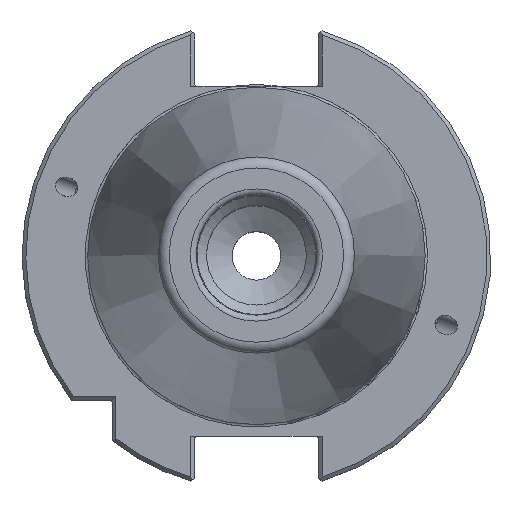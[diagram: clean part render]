
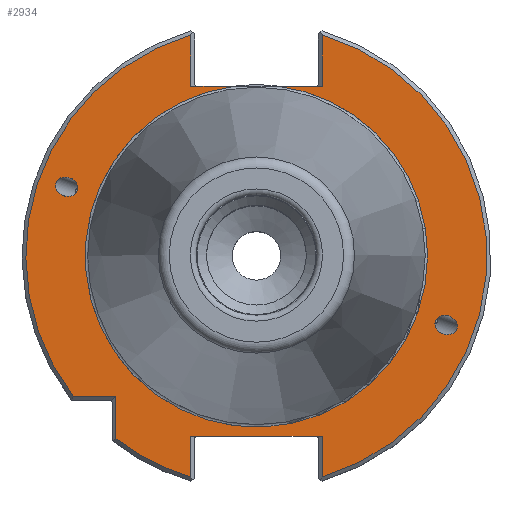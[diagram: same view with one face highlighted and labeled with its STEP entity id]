
A CAD part, top view. The second image highlights one B-rep face of the part: STEP entity #2934.
In plain terms, the highlighted planar face has unit normal (0, 0, 1).
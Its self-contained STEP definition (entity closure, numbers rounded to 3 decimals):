
#44=ELLIPSE('',#3113,2.381,1.95);
#45=ELLIPSE('',#3117,2.381,1.95);
#122=CIRCLE('',#3111,35.591);
#123=CIRCLE('',#3114,47.95);
#124=CIRCLE('',#3115,47.95);
#125=CIRCLE('',#3116,47.95);
#254=LINE('',#4479,#354);
#255=LINE('',#4481,#355);
#256=LINE('',#4483,#356);
#257=LINE('',#4487,#357);
#258=LINE('',#4489,#358);
#259=LINE('',#4490,#359);
#260=LINE('',#4492,#360);
#261=LINE('',#4496,#361);
#262=LINE('',#4498,#362);
#354=VECTOR('',#3520,1000.);
#355=VECTOR('',#3521,1000.);
#356=VECTOR('',#3522,1000.);
#357=VECTOR('',#3525,1000.);
#358=VECTOR('',#3526,1000.);
#359=VECTOR('',#3527,1000.);
#360=VECTOR('',#3528,1000.);
#361=VECTOR('',#3531,1000.);
#362=VECTOR('',#3532,1000.);
#406=PLANE('',#3112);
#675=ORIENTED_EDGE('',*,*,#1165,.F.);
#676=ORIENTED_EDGE('',*,*,#1166,.T.);
#677=ORIENTED_EDGE('',*,*,#1167,.T.);
#678=ORIENTED_EDGE('',*,*,#1168,.F.);
#679=ORIENTED_EDGE('',*,*,#1169,.T.);
#680=ORIENTED_EDGE('',*,*,#1170,.T.);
#681=ORIENTED_EDGE('',*,*,#1171,.T.);
#682=ORIENTED_EDGE('',*,*,#1172,.F.);
#683=ORIENTED_EDGE('',*,*,#1164,.F.);
#684=ORIENTED_EDGE('',*,*,#1173,.F.);
#685=ORIENTED_EDGE('',*,*,#1174,.T.);
#686=ORIENTED_EDGE('',*,*,#1175,.T.);
#687=ORIENTED_EDGE('',*,*,#1176,.T.);
#688=ORIENTED_EDGE('',*,*,#1177,.T.);
#689=ORIENTED_EDGE('',*,*,#1178,.F.);
#1164=EDGE_CURVE('',#1405,#1404,#122,.T.);
#1165=EDGE_CURVE('',#1406,#1406,#44,.T.);
#1166=EDGE_CURVE('',#1407,#1408,#123,.T.);
#1167=EDGE_CURVE('',#1408,#1409,#254,.T.);
#1168=EDGE_CURVE('',#1410,#1409,#255,.T.);
#1169=EDGE_CURVE('',#1410,#1411,#256,.T.);
#1170=EDGE_CURVE('',#1411,#1412,#124,.T.);
#1171=EDGE_CURVE('',#1412,#1413,#257,.T.);
#1172=EDGE_CURVE('',#1404,#1413,#258,.T.);
#1173=EDGE_CURVE('',#1414,#1405,#259,.T.);
#1174=EDGE_CURVE('',#1414,#1415,#260,.T.);
#1175=EDGE_CURVE('',#1415,#1416,#125,.T.);
#1176=EDGE_CURVE('',#1416,#1417,#261,.T.);
#1177=EDGE_CURVE('',#1417,#1407,#262,.T.);
#1178=EDGE_CURVE('',#1418,#1418,#45,.T.);
#1404=VERTEX_POINT('',#4470);
#1405=VERTEX_POINT('',#4471);
#1406=VERTEX_POINT('',#4475);
#1407=VERTEX_POINT('',#4477);
#1408=VERTEX_POINT('',#4478);
#1409=VERTEX_POINT('',#4480);
#1410=VERTEX_POINT('',#4482);
#1411=VERTEX_POINT('',#4484);
#1412=VERTEX_POINT('',#4486);
#1413=VERTEX_POINT('',#4488);
#1414=VERTEX_POINT('',#4491);
#1415=VERTEX_POINT('',#4493);
#1416=VERTEX_POINT('',#4495);
#1417=VERTEX_POINT('',#4497);
#1418=VERTEX_POINT('',#4500);
#1607=EDGE_LOOP('',(#675));
#1608=EDGE_LOOP('',(#676,#677,#678,#679,#680,#681,#682,#683,#684,#685,#686,
#687,#688));
#1609=EDGE_LOOP('',(#689));
#1797=FACE_BOUND('',#1607,.T.);
#1798=FACE_BOUND('',#1608,.T.);
#1799=FACE_BOUND('',#1609,.T.);
#2934=ADVANCED_FACE('',(#1797,#1798,#1799),#406,.T.);
#3111=AXIS2_PLACEMENT_3D('',#4472,#3512,#3513);
#3112=AXIS2_PLACEMENT_3D('',#4473,#3514,#3515);
#3113=AXIS2_PLACEMENT_3D('',#4474,#3516,#3517);
#3114=AXIS2_PLACEMENT_3D('',#4476,#3518,#3519);
#3115=AXIS2_PLACEMENT_3D('',#4485,#3523,#3524);
#3116=AXIS2_PLACEMENT_3D('',#4494,#3529,#3530);
#3117=AXIS2_PLACEMENT_3D('',#4499,#3533,#3534);
#3512=DIRECTION('',(0.,0.,1.));
#3513=DIRECTION('',(1.,0.,0.));
#3514=DIRECTION('',(0.,0.,1.));
#3515=DIRECTION('',(1.,0.,0.));
#3516=DIRECTION('',(0.,0.,1.));
#3517=DIRECTION('',(0.94,-0.342,0.));
#3518=DIRECTION('',(0.,0.,1.));
#3519=DIRECTION('',(1.,0.,0.));
#3520=DIRECTION('',(0.,1.,0.));
#3521=DIRECTION('',(-1.,0.,0.));
#3522=DIRECTION('',(0.,-1.,0.));
#3523=DIRECTION('',(0.,0.,1.));
#3524=DIRECTION('',(1.,0.,0.));
#3525=DIRECTION('',(0.,-1.,0.));
#3526=DIRECTION('',(1.,0.,0.));
#3527=DIRECTION('',(1.,0.,0.));
#3528=DIRECTION('',(0.,1.,0.));
#3529=DIRECTION('',(0.,0.,1.));
#3530=DIRECTION('',(1.,0.,0.));
#3531=DIRECTION('',(1.,0.,0.));
#3532=DIRECTION('',(0.,-1.,0.));
#3533=DIRECTION('',(0.,0.,1.));
#3534=DIRECTION('',(-0.94,0.342,0.));
#4470=CARTESIAN_POINT('',(4.543,35.3,-3.2));
#4471=CARTESIAN_POINT('',(-4.543,35.3,-3.2));
#4472=CARTESIAN_POINT('',(0.,0.,-3.2));
#4473=CARTESIAN_POINT('',(35.591,0.,-3.2));
#4474=CARTESIAN_POINT('',(-39.467,14.365,-3.2));
#4475=CARTESIAN_POINT('',(-37.23,13.551,-3.2));
#4476=CARTESIAN_POINT('',(0.,0.,-3.2));
#4477=CARTESIAN_POINT('',(-29.2,-38.034,-3.2));
#4478=CARTESIAN_POINT('',(-13.65,-45.966,-3.2));
#4479=CARTESIAN_POINT('',(-13.65,-37.5,-3.2));
#4480=CARTESIAN_POINT('',(-13.65,-37.5,-3.2));
#4481=CARTESIAN_POINT('',(12.85,-37.5,-3.2));
#4482=CARTESIAN_POINT('',(13.65,-37.5,-3.2));
#4483=CARTESIAN_POINT('',(13.65,-47.181,-3.2));
#4484=CARTESIAN_POINT('',(13.65,-45.966,-3.2));
#4485=CARTESIAN_POINT('',(0.,0.,-3.2));
#4486=CARTESIAN_POINT('',(13.65,45.966,-3.2));
#4487=CARTESIAN_POINT('',(13.65,35.3,-3.2));
#4488=CARTESIAN_POINT('',(13.65,35.3,-3.2));
#4489=CARTESIAN_POINT('',(-12.85,35.3,-3.2));
#4490=CARTESIAN_POINT('',(-12.85,35.3,-3.2));
#4491=CARTESIAN_POINT('',(-13.65,35.3,-3.2));
#4492=CARTESIAN_POINT('',(-13.65,47.181,-3.2));
#4493=CARTESIAN_POINT('',(-13.65,45.966,-3.2));
#4494=CARTESIAN_POINT('',(0.,0.,-3.2));
#4495=CARTESIAN_POINT('',(-38.034,-29.2,-3.2));
#4496=CARTESIAN_POINT('',(-30.,-29.2,-3.2));
#4497=CARTESIAN_POINT('',(-29.2,-29.2,-3.2));
#4498=CARTESIAN_POINT('',(-29.2,-38.616,-3.2));
#4499=CARTESIAN_POINT('',(39.467,-14.365,-3.2));
#4500=CARTESIAN_POINT('',(37.23,-13.551,-3.2));
